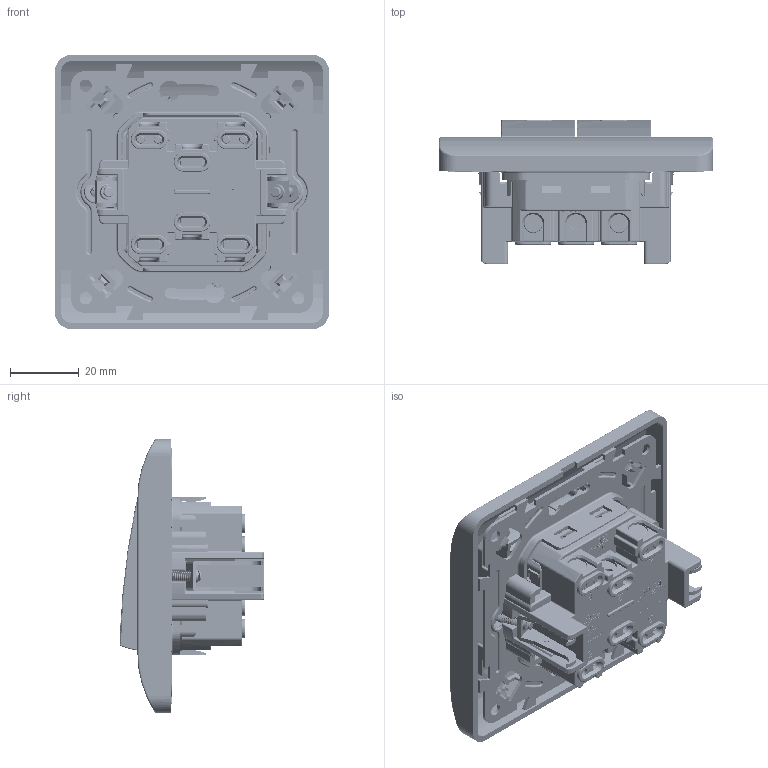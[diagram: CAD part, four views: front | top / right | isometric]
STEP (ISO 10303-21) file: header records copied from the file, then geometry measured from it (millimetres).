
FILE_DESCRIPTION((''),'2;1');
FILE_NAME('00320_ASM','2024-01-24T',('wznwsJS'),(''),'PRO/ENGINEER BY PARAMETRIC TECHNOLOGY CORPORATION, 2008380','PRO/ENGINEER BY PARAMETRIC TECHNOLOGY CORPORATION, 2008380','');
FILE_SCHEMA(('CONFIG_CONTROL_DESIGN'));
Length unit declared in the file: millimetre
Products named in the file (32): PRT0356; PRT0357; ASM0059_ASM_ASM; PRT0358; YXB_7_2_1; ASM0060_ASM_ASM; PRT0359; PRT0360; ASM0061_ASM_ASM; PRT0361; PRT0362; PRT0363; PRT0364; PRT0365; PRT0366; PRT0367; PRT0368; PRT0369; ASM0058_ASM_ASM; PRT0370; PRT0371; PRT0372; ASM0057_ASM_ASM; ASM0050_ASM_ASM; ASM0049_ASM_ASM; ASM0048_ASM_ASM; PRT0145_1; PRT0146_1; PRT0147_1; ASM0046_ASM_ASM_ASM_1_ASM; ASM0093_ASM; 00320_ASM
Assembly tree (45 placements, depth 9):
  00320_ASM
    ASM0093_ASM
      ASM0048_ASM_ASM
        ASM0049_ASM_ASM
          ASM0050_ASM_ASM
            ASM0057_ASM_ASM
              ASM0058_ASM_ASM
                PRT0356
                ASM0059_ASM_ASM  x4
                  PRT0357
                ASM0060_ASM_ASM  x2
                  PRT0358
                  YXB_7_2_1
                ASM0061_ASM_ASM  x2
                  PRT0359
                  PRT0360
                PRT0361
                PRT0362
                PRT0363
                PRT0364  x2
                PRT0365  x2
                PRT0366  x2
                PRT0367
                PRT0368  x2
                PRT0369  x2
              PRT0370
              PRT0371  x2
              PRT0372  x2
      ASM0046_ASM_ASM_ASM_1_ASM  x2
        PRT0145_1
        PRT0146_1
        PRT0147_1
Bounding box: 80 x 42.17 x 80 mm (x, y, z)
Volume: 45434.7 mm3; surface area: 67754 mm2
Topology: 40 solids, 44 shells, 5477 faces, 15259 edges, 9927 vertices
Faces by surface type: plane 3209, cylinder 1528, torus 320, bspline 216, cone 84, sphere 72, extrusion 48
Entity records: 165816 total; most frequent: CARTESIAN_POINT 44572, ORIENTED_EDGE 25982, DIRECTION 24654, EDGE_CURVE 12991, VECTOR 8594, LINE 8546, VERTEX_POINT 8495, AXIS2_PLACEMENT_3D 8030
